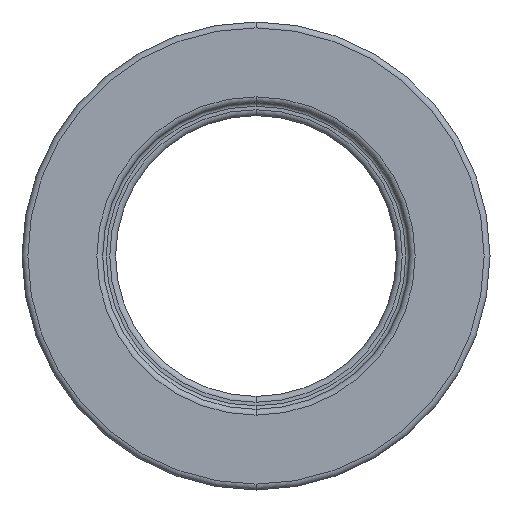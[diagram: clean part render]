
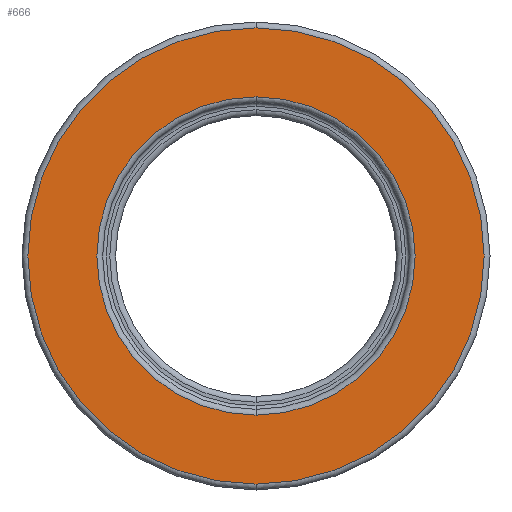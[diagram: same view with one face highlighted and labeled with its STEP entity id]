
A CAD part, left-side view. The second image highlights one B-rep face of the part: STEP entity #666.
In plain terms, the highlighted planar face has unit normal (-1, 0, 0).
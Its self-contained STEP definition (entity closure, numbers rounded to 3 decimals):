
#11 = ORIENTED_EDGE ( 'NONE', *, *, #616, .T. ) ;
#61 = CIRCLE ( 'NONE', #474, 13.6 ) ;
#75 = EDGE_CURVE ( 'NONE', #336, #119, #83, .T. ) ;
#83 = CIRCLE ( 'NONE', #638, 13.6 ) ;
#90 = VERTEX_POINT ( 'NONE', #252 ) ;
#99 = CARTESIAN_POINT ( 'NONE',  ( 0., 0., 0. ) ) ;
#119 = VERTEX_POINT ( 'NONE', #726 ) ;
#134 = DIRECTION ( 'NONE',  ( -1., 0., 0. ) ) ;
#139 = DIRECTION ( 'NONE',  ( 0., 0., -1. ) ) ;
#161 = PLANE ( 'NONE',  #423 ) ;
#176 = DIRECTION ( 'NONE',  ( 0., 0., -1. ) ) ;
#190 = EDGE_CURVE ( 'NONE', #90, #737, #401, .T. ) ;
#229 = CARTESIAN_POINT ( 'NONE',  ( 0., 0., 0. ) ) ;
#250 = ORIENTED_EDGE ( 'NONE', *, *, #190, .T. ) ;
#252 = CARTESIAN_POINT ( 'NONE',  ( 0., 0., 19.5 ) ) ;
#263 = DIRECTION ( 'NONE',  ( 0., 0., -1. ) ) ;
#275 = CARTESIAN_POINT ( 'NONE',  ( 0., 0., -19.5 ) ) ;
#277 = AXIS2_PLACEMENT_3D ( 'NONE', #99, #134, #139 ) ;
#283 = CIRCLE ( 'NONE', #323, 19.5 ) ;
#294 = EDGE_LOOP ( 'NONE', ( #11, #250 ) ) ;
#323 = AXIS2_PLACEMENT_3D ( 'NONE', #635, #445, #263 ) ;
#336 = VERTEX_POINT ( 'NONE', #369 ) ;
#369 = CARTESIAN_POINT ( 'NONE',  ( 0., 0., -13.6 ) ) ;
#390 = FACE_BOUND ( 'NONE', #447, .T. ) ;
#401 = CIRCLE ( 'NONE', #277, 19.5 ) ;
#423 = AXIS2_PLACEMENT_3D ( 'NONE', #618, #492, #438 ) ;
#438 = DIRECTION ( 'NONE',  ( 0., 0., -1. ) ) ;
#445 = DIRECTION ( 'NONE',  ( -1., 0., 0. ) ) ;
#447 = EDGE_LOOP ( 'NONE', ( #476, #665 ) ) ;
#474 = AXIS2_PLACEMENT_3D ( 'NONE', #229, #523, #176 ) ;
#476 = ORIENTED_EDGE ( 'NONE', *, *, #75, .T. ) ;
#484 = EDGE_CURVE ( 'NONE', #119, #336, #61, .T. ) ;
#492 = DIRECTION ( 'NONE',  ( 1., 0., 0. ) ) ;
#523 = DIRECTION ( 'NONE',  ( 1., 0., 0. ) ) ;
#545 = FACE_OUTER_BOUND ( 'NONE', #294, .T. ) ;
#598 = CARTESIAN_POINT ( 'NONE',  ( 0., 0., 0. ) ) ;
#610 = DIRECTION ( 'NONE',  ( 1., 0., 0. ) ) ;
#616 = EDGE_CURVE ( 'NONE', #737, #90, #283, .T. ) ;
#618 = CARTESIAN_POINT ( 'NONE',  ( 0., 20., 0. ) ) ;
#619 = DIRECTION ( 'NONE',  ( 0., 0., -1. ) ) ;
#635 = CARTESIAN_POINT ( 'NONE',  ( 0., 0., 0. ) ) ;
#638 = AXIS2_PLACEMENT_3D ( 'NONE', #598, #610, #619 ) ;
#665 = ORIENTED_EDGE ( 'NONE', *, *, #484, .T. ) ;
#666 = ADVANCED_FACE ( 'NONE', ( #390, #545 ), #161, .F. ) ;
#726 = CARTESIAN_POINT ( 'NONE',  ( 0., 0., 13.6 ) ) ;
#737 = VERTEX_POINT ( 'NONE', #275 ) ;
